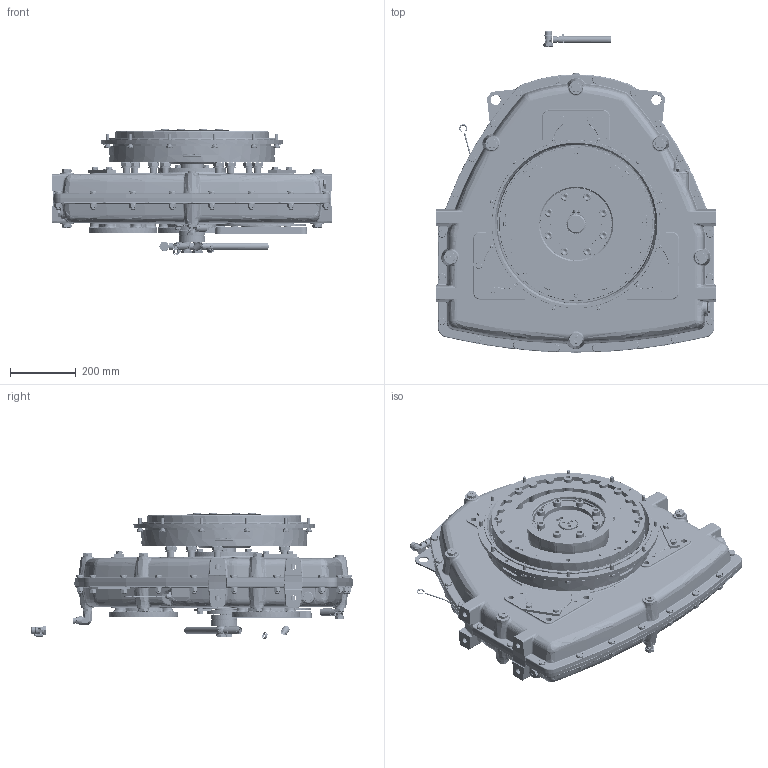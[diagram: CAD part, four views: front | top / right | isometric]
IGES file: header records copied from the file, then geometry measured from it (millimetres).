
Start section: SolidWorks IGES file using analytic representation for surfaces
Global section: file name: 1028875V.igs; native system: SolidWorks 2015; preprocessor: SolidWorks 2015; author: smtservice; date: 190128.124610; units: millimetre
Bounding box: 850 x 975.7 x 383.17 mm (x, y, z)
Surface area: 6543484.9 mm2 (no closed solid volume)
Topology: 0 solids, 4 shells, 11791 faces, 185296 edges, 182516 vertices
Faces by surface type: bspline 7498, revolution 4293
